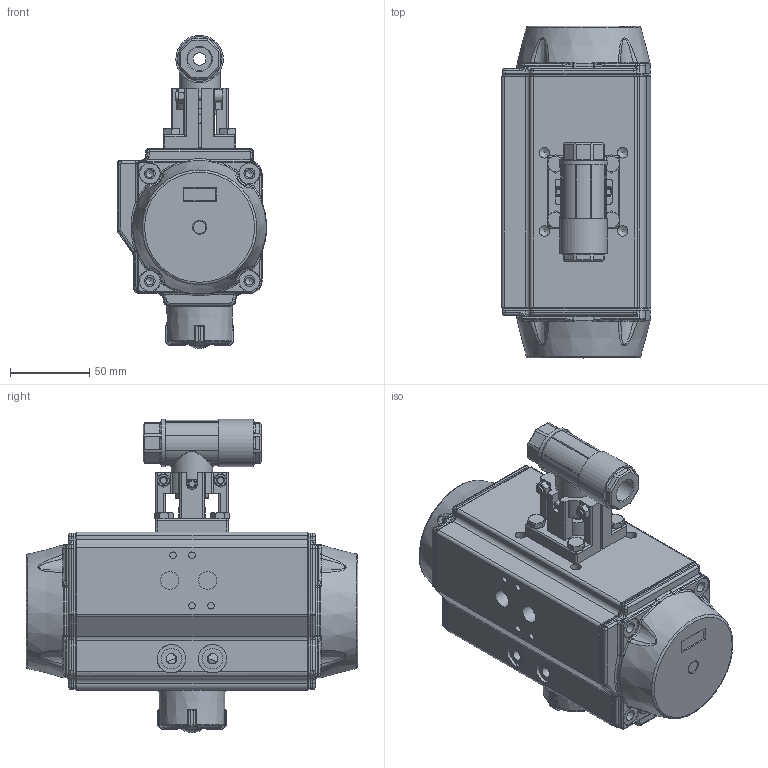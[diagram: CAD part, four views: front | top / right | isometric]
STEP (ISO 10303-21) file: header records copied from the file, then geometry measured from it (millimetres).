
FILE_DESCRIPTION(/* description */ ('Unknown'),/* implementation_level */ '2;1');
FILE_NAME(/* name */ 'PE030814-03',/* time_stamp */ '2025-03-28T10:55:51+01:00',/* author */ ('Unknown'),/* organization */ ('Unknown'),/* preprocessor_version */ 'ST-DEVELOPER v19.4',/* originating_system */ 'Solid Edge',/* authorisation */ 'Unknown');
FILE_SCHEMA (('AUTOMOTIVE_DESIGN {1 0 10303 214 3 1 1}'));
Products named in the file (19): PE030814-03; 814-03_Körper; 49899150_Spindeladapter SW11x11x13_Tasche 6,9x11x10, Aufbau Backen fü
r 814-03_04; 49899023-0001_(Montage-Backen F05); Backen f. Antrieb F05, Durchmesser 26; WUERTH 03225 hexagonal nut DIN 934  M5 A2 BLK_EDST; DIN912_M5x25; PD04_PE03; vt75-2016-06-25; VTE75埴詰; vt75-2016-06-25  酘傷裔; huosai75; Welle; Optische Anzeige; ______; ________(___________; cup head nib bolts with large head gb_GB_FASTENER_BOLT_CHNBW M6X25-N; 49899038_RED_14x11 L=15; DIN 933 M6x22 A2-70 BLK_EDST
Assembly tree (28 placements, depth 4):
  PE030814-03
    814-03_Körper
    49899150_Spindeladapter SW11x11x13_Tasche 6,9x11x10, Aufbau Backen fü
r 814-03_04
    49899023-0001_(Montage-Backen F05)
      Backen f. Antrieb F05, Durchmesser 26  x2
      WUERTH 03225 hexagonal nut DIN 934  M5 A2 BLK_EDST  x2
      DIN912_M5x25  x2
    PD04_PE03
      vt75-2016-06-25
      VTE75埴詰
      vt75-2016-06-25  酘傷裔
      huosai75  x2
      Welle
      Optische Anzeige
        ______
        ________(___________  x4
        cup head nib bolts with large head gb_GB_FASTENER_BOLT_CHNBW M6X25-N
    49899038_RED_14x11 L=15
    DIN 933 M6x22 A2-70 BLK_EDST  x4
Bounding box: 94.39 x 210 x 198.31 mm (x, y, z)
Volume: 967447.8 mm3; surface area: 292841.7 mm2
Topology: 25 solids, 25 shells, 3056 faces, 7540 edges, 4593 vertices
Faces by surface type: plane 909, cylinder 866, bspline 630, torus 406, cone 190, sphere 55
Full cylindrical faces by diameter (mm): 3 x16, 3.3 x8, 4.134 x10, 4.66 x1, 4.917 x13, 5 x6, 5.5 x1, 6 x5, 6.2 x1, 6.647 x6, 7 x4, 8 x1, 8.5 x2, 10 x4, 11.445 x2, 12 x2, 13 x10, 14.95 x4, 16.2 x1, 16.4 x1, 17 x1, 18 x2, 18.7 x1, 20 x7, 21 x12, 23 x2, 26 x1, 28.2 x1, 28.4 x1, 30 x2
Entity records: 90267 total; most frequent: CARTESIAN_POINT 40012, ORIENTED_EDGE 10566, DIRECTION 8738, EDGE_CURVE 5283, VERTEX_POINT 3414, AXIS2_PLACEMENT_3D 3391, FACE_BOUND 2715, EDGE_LOOP 2699
